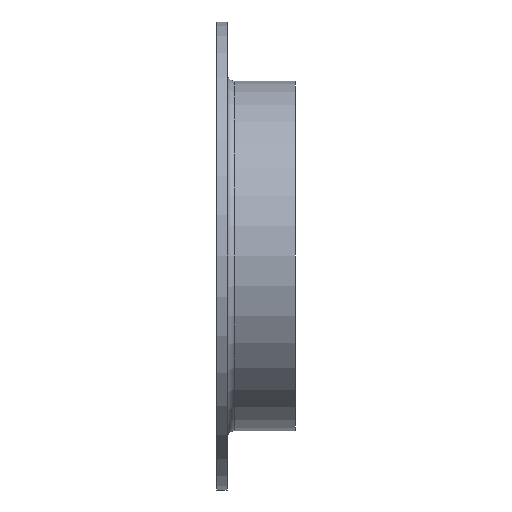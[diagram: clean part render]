
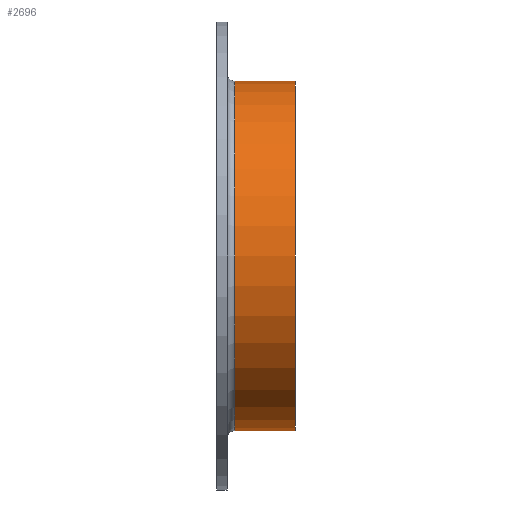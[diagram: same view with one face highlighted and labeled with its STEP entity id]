
A CAD part, front view. The second image highlights one B-rep face of the part: STEP entity #2696.
In plain terms, the highlighted cylindrical face has radius 66.5 mm (diameter 133 mm), a full revolution.
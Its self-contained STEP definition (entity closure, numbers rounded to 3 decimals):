
#965 = CARTESIAN_POINT ( 'NONE',  ( 0., 0., 0. ) ) ;
#1583 = CARTESIAN_POINT ( 'NONE',  ( 30., 0., 66.5 ) ) ;
#1662 = VERTEX_POINT ( 'NONE', #6563 ) ;
#2103 = EDGE_LOOP ( 'NONE', ( #14585 ) ) ;
#2243 = FACE_OUTER_BOUND ( 'NONE', #13187, .T. ) ;
#2696 = ADVANCED_FACE ( 'NONE', ( #11980, #2243 ), #4412, .T. ) ;
#3723 = DIRECTION ( 'NONE',  ( 0., 0., 1. ) ) ;
#3808 = CARTESIAN_POINT ( 'NONE',  ( 7., 0., 0. ) ) ;
#4412 = CYLINDRICAL_SURFACE ( 'NONE', #12812, 66.5 ) ;
#5028 = DIRECTION ( 'NONE',  ( 1., 0., 0. ) ) ;
#5270 = CIRCLE ( 'NONE', #5769, 66.5 ) ;
#5362 = VERTEX_POINT ( 'NONE', #1583 ) ;
#5769 = AXIS2_PLACEMENT_3D ( 'NONE', #3808, #5028, #3723 ) ;
#6010 = CIRCLE ( 'NONE', #15054, 66.5 ) ;
#6472 = CARTESIAN_POINT ( 'NONE',  ( 30., 0., 0. ) ) ;
#6563 = CARTESIAN_POINT ( 'NONE',  ( 7., 0., 66.5 ) ) ;
#6914 = EDGE_CURVE ( 'NONE', #5362, #5362, #6010, .T. ) ;
#9573 = ORIENTED_EDGE ( 'NONE', *, *, #6914, .T. ) ;
#10796 = DIRECTION ( 'NONE',  ( -1., 0., 0. ) ) ;
#11980 = FACE_OUTER_BOUND ( 'NONE', #2103, .T. ) ;
#12812 = AXIS2_PLACEMENT_3D ( 'NONE', #965, #10796, #15724 ) ;
#13187 = EDGE_LOOP ( 'NONE', ( #9573 ) ) ;
#13825 = DIRECTION ( 'NONE',  ( -1., 0., 0. ) ) ;
#14585 = ORIENTED_EDGE ( 'NONE', *, *, #14925, .T. ) ;
#14925 = EDGE_CURVE ( 'NONE', #1662, #1662, #5270, .T. ) ;
#15054 = AXIS2_PLACEMENT_3D ( 'NONE', #6472, #13825, #15940 ) ;
#15724 = DIRECTION ( 'NONE',  ( 0., 0., 1. ) ) ;
#15940 = DIRECTION ( 'NONE',  ( 0., 0., 1. ) ) ;
